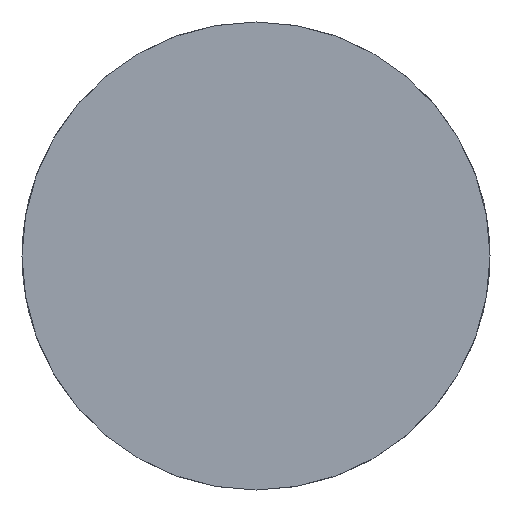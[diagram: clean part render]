
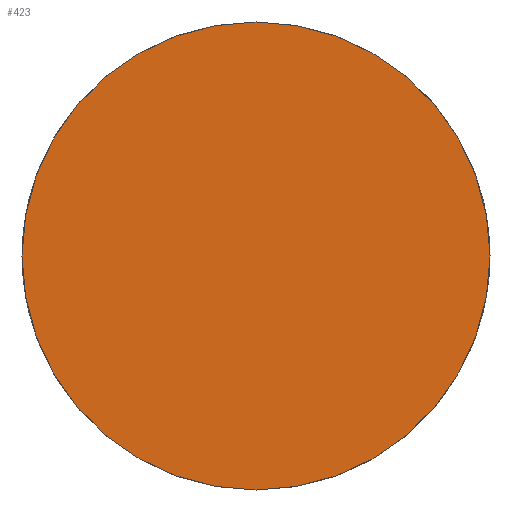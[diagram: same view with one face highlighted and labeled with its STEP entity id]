
A CAD part, front view. The second image highlights one B-rep face of the part: STEP entity #423.
In plain terms, the highlighted planar face has unit normal (0, -1, 0).
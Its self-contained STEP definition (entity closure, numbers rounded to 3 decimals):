
#3 = CARTESIAN_POINT ( 'NONE',  ( 0., 0., 0. ) ) ;
#37 = AXIS2_PLACEMENT_3D ( 'NONE', #526, #784, #136 ) ;
#73 = AXIS2_PLACEMENT_3D ( 'NONE', #3, #635, #324 ) ;
#96 = VERTEX_POINT ( 'NONE', #441 ) ;
#117 = CIRCLE ( 'NONE', #73, 10. ) ;
#124 = AXIS2_PLACEMENT_3D ( 'NONE', #699, #582, #314 ) ;
#136 = DIRECTION ( 'NONE',  ( 0., 0., 1. ) ) ;
#147 = VERTEX_POINT ( 'NONE', #232 ) ;
#231 = EDGE_CURVE ( 'NONE', #96, #147, #492, .T. ) ;
#232 = CARTESIAN_POINT ( 'NONE',  ( 0., 0., 10. ) ) ;
#314 = DIRECTION ( 'NONE',  ( 0., 0., 1. ) ) ;
#324 = DIRECTION ( 'NONE',  ( 0., 0., 1. ) ) ;
#402 = PLANE ( 'NONE',  #37 ) ;
#423 = ADVANCED_FACE ( 'NONE', ( #589 ), #402, .F. ) ;
#441 = CARTESIAN_POINT ( 'NONE',  ( 0., 0., -10. ) ) ;
#492 = CIRCLE ( 'NONE', #124, 10. ) ;
#526 = CARTESIAN_POINT ( 'NONE',  ( 0., 0., 0. ) ) ;
#582 = DIRECTION ( 'NONE',  ( 0., 1., 0. ) ) ;
#589 = FACE_OUTER_BOUND ( 'NONE', #737, .T. ) ;
#635 = DIRECTION ( 'NONE',  ( 0., 1., 0. ) ) ;
#653 = ORIENTED_EDGE ( 'NONE', *, *, #660, .F. ) ;
#660 = EDGE_CURVE ( 'NONE', #147, #96, #117, .T. ) ;
#699 = CARTESIAN_POINT ( 'NONE',  ( 0., 0., 0. ) ) ;
#728 = ORIENTED_EDGE ( 'NONE', *, *, #231, .F. ) ;
#737 = EDGE_LOOP ( 'NONE', ( #728, #653 ) ) ;
#784 = DIRECTION ( 'NONE',  ( 0., 1., 0. ) ) ;
